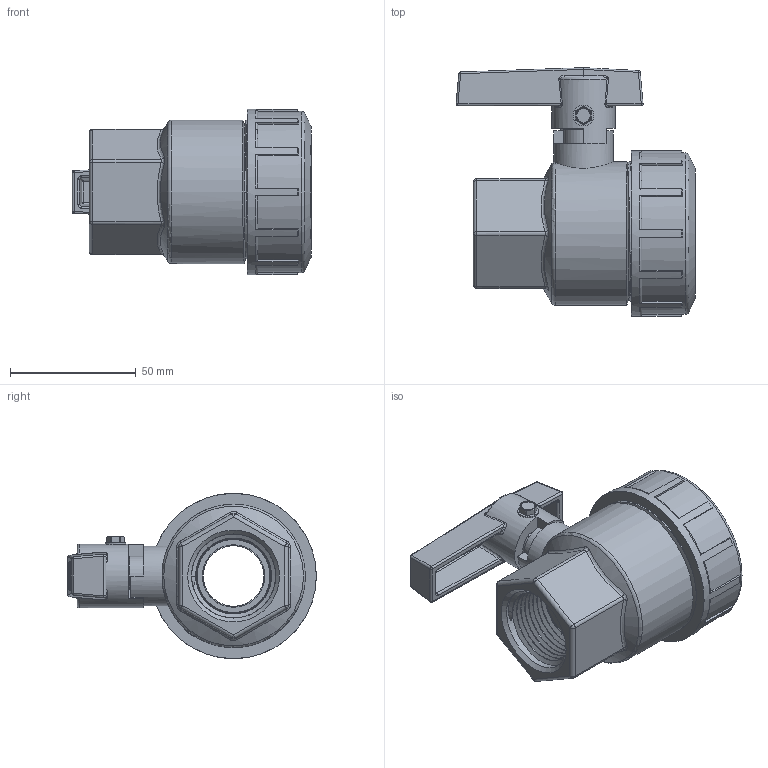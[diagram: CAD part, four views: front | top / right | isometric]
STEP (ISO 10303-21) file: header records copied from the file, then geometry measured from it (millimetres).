
FILE_DESCRIPTION(/* description */ ('1" UNION VALVE'),/* implementation_level */ '2;1');
FILE_NAME(/* name */ 'UV100FP.stp',/* time_stamp */ '2023-08-21T13:37:28-04:00',/* author */ ('CAB'),/* organization */ (''),/* preprocessor_version */ 'ST-DEVELOPER v18.1',/* originating_system */ 'Autodesk Inventor 2022',/* authorisation */ '');
FILE_SCHEMA (('AUTOMOTIVE_DESIGN { 1 0 10303 214 3 1 1 }'));
Products named in the file (14): UV100FP; UV10254; UV10254_1; UV10163; UV10255; UV10255M; UVX10255; UV10151; UV10150; UV10153; UV10256; UV10258; UV10264; UV15220
Assembly tree (15 placements, depth 4):
  UV100FP
    UV10254
      UV10254_1
    UV10163  x2
    UV10255
      UV10255M
        UVX10255
    UV10151
    UV10150
    UV10153
    UV10256
    UV10258  x2
    UV10264
    UV15220
Bounding box: 95.51 x 99.03 x 65.89 mm (x, y, z)
Volume: 166259.4 mm3; surface area: 80282.6 mm2
Topology: 12 solids, 12 shells, 841 faces, 2212 edges, 1436 vertices
Faces by surface type: plane 357, bspline 194, cylinder 174, cone 62, torus 32, sphere 22
Full cylindrical faces by diameter (mm): 2.13 x10, 3.505 x8, 8.331 x1, 11.43 x2, 15.748 x3, 15.875 x1, 19.05 x1, 23.812 x1, 24.13 x1, 24.892 x1, 25.019 x2, 25.146 x1, 25.4 x1, 33.655 x1, 33.782 x2, 33.909 x1, 43.434 x1, 43.942 x1, 44.45 x1, 44.958 x1, 49.276 x1, 49.53 x1, 53.264 x4, 53.713 x5, 57.15 x9, 64.262 x1, 65.888 x1
Entity records: 49325 total; most frequent: CARTESIAN_POINT 29619, ORIENTED_EDGE 4396, DIRECTION 3411, EDGE_CURVE 2198, VERTEX_POINT 1430, AXIS2_PLACEMENT_3D 1169, LINE 1073, VECTOR 1073
